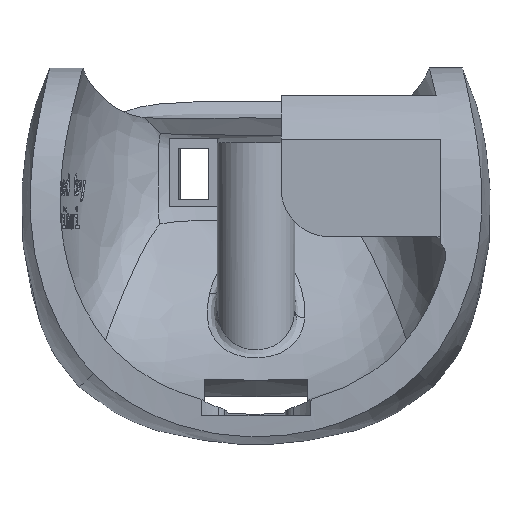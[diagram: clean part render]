
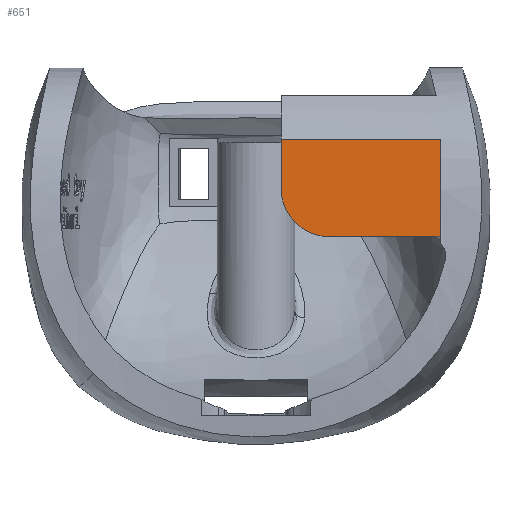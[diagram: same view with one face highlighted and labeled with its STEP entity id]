
A CAD part, front view. The second image highlights one B-rep face of the part: STEP entity #651.
In plain terms, the highlighted planar face has unit normal (0, -1, 0).
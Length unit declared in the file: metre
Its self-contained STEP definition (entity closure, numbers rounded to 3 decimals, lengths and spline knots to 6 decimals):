
#651=ADVANCED_FACE('0:1476',(#1888),#1889,.T.);
#1888=FACE_OUTER_BOUND('',#8214,.T.);
#1889=PLANE('',#8215);
#8214=EDGE_LOOP('',(#12739,#12740,#12741,#12742,#12743,#12744,#12745));
#8215=AXIS2_PLACEMENT_3D('',#12746,#12747,#12748);
#12739=ORIENTED_EDGE('',*,*,#12779,.F.);
#12740=ORIENTED_EDGE('',*,*,#14441,.F.);
#12741=ORIENTED_EDGE('',*,*,#14438,.F.);
#12742=ORIENTED_EDGE('',*,*,#13477,.T.);
#12743=ORIENTED_EDGE('',*,*,#13449,.F.);
#12744=ORIENTED_EDGE('',*,*,#13483,.F.);
#12745=ORIENTED_EDGE('',*,*,#14440,.F.);
#12746=CARTESIAN_POINT('',(0.017574,-0.000252,0.038378));
#12747=DIRECTION('',(0.,-1.,0.));
#12748=DIRECTION('',(0.0,0.,-1.));
#12779=EDGE_CURVE('0:5403',#14524,#14520,#14526,.T.);
#13449=EDGE_CURVE('0:1497',#15802,#15804,#15805,.F.);
#13477=EDGE_CURVE('0:1584',#15853,#15804,#15854,.T.);
#13483=EDGE_CURVE('0:1602',#15861,#15802,#15863,.T.);
#14438=EDGE_CURVE('0:5394',#15853,#17292,#17293,.T.);
#14440=EDGE_CURVE('0:5403',#14520,#15861,#17295,.T.);
#14441=EDGE_CURVE('0:5406',#17292,#14524,#17296,.T.);
#14520=VERTEX_POINT('',#17493);
#14524=VERTEX_POINT('',#17498);
#14526=CIRCLE('',#17501,0.005);
#15802=VERTEX_POINT('',#21404);
#15804=VERTEX_POINT('',#21407);
#15805=LINE('',#21408,#21409);
#15853=VERTEX_POINT('',#22146);
#15854=B_SPLINE_CURVE_WITH_KNOTS('',3,(#22147,#22148,#22149,#22150,#22151,#22152,#22153,#22154,#22155,#22156,#22157,#22158,#22159,#22160,#22161,#22162),.UNSPECIFIED.,.F.,.F.,(4,3,3,3,3,4),(-0.162794,-0.016398,0.056996,0.301936,0.658393,0.801544),.UNSPECIFIED.);
#15861=VERTEX_POINT('',#22171);
#15863=LINE('',#22174,#22175);
#17292=VERTEX_POINT('',#28421);
#17293=B_SPLINE_CURVE_WITH_KNOTS('',3,(#28422,#28423,#28424,#28425,#28426,#28427,#28428,#28429,#28430,#28431),.UNSPECIFIED.,.F.,.F.,(4,3,3,4),(0.,0.145418,0.242423,0.339387),.UNSPECIFIED.);
#17295=CIRCLE('',#28433,0.005);
#17296=LINE('',#28434,#28435);
#17493=CARTESIAN_POINT('',(0.004038,-0.000252,0.039843));
#17498=CARTESIAN_POINT('',(0.007574,-0.000252,0.038378));
#17501=AXIS2_PLACEMENT_3D('',#28553,#28554,#28555);
#21404=CARTESIAN_POINT('',(0.002574,-0.000253,0.048428));
#21407=CARTESIAN_POINT('',(0.020341,-0.000253,0.048428));
#21408=CARTESIAN_POINT('',(0.017574,-0.000253,0.048428));
#21409=VECTOR('',#29140,0.01);
#22146=CARTESIAN_POINT('',(0.0206,-0.000252,0.03614));
#22147=CARTESIAN_POINT('',(0.0206,-0.000252,0.03614));
#22148=CARTESIAN_POINT('',(0.020662,-0.000252,0.036656));
#22149=CARTESIAN_POINT('',(0.020713,-0.000252,0.037174));
#22150=CARTESIAN_POINT('',(0.020754,-0.000252,0.03769));
#22151=CARTESIAN_POINT('',(0.020775,-0.000252,0.037949));
#22152=CARTESIAN_POINT('',(0.020793,-0.000252,0.038206));
#22153=CARTESIAN_POINT('',(0.020809,-0.000252,0.038466));
#22154=CARTESIAN_POINT('',(0.020862,-0.000252,0.039336));
#22155=CARTESIAN_POINT('',(0.020895,-0.000252,0.040319));
#22156=CARTESIAN_POINT('',(0.020895,-0.000252,0.041377));
#22157=CARTESIAN_POINT('',(0.020894,-0.000252,0.042915));
#22158=CARTESIAN_POINT('',(0.020827,-0.000253,0.044611));
#22159=CARTESIAN_POINT('',(0.020636,-0.000253,0.046339));
#22160=CARTESIAN_POINT('',(0.020559,-0.000253,0.047033));
#22161=CARTESIAN_POINT('',(0.020462,-0.000253,0.047732));
#22162=CARTESIAN_POINT('',(0.020341,-0.000253,0.048428));
#22171=CARTESIAN_POINT('',(0.002574,-0.000252,0.043378));
#22174=CARTESIAN_POINT('',(0.002574,-0.000252,0.041766));
#22175=VECTOR('',#29153,0.01);
#28421=CARTESIAN_POINT('',(0.018609,-0.000252,0.038378));
#28422=CARTESIAN_POINT('',(0.0206,-0.000252,0.03614));
#28423=CARTESIAN_POINT('',(0.020658,-0.000252,0.036621));
#28424=CARTESIAN_POINT('',(0.020533,-0.000252,0.037118));
#28425=CARTESIAN_POINT('',(0.020258,-0.000252,0.037516));
#28426=CARTESIAN_POINT('',(0.020075,-0.000252,0.037781));
#28427=CARTESIAN_POINT('',(0.019826,-0.000252,0.038));
#28428=CARTESIAN_POINT('',(0.01954,-0.000252,0.038149));
#28429=CARTESIAN_POINT('',(0.019254,-0.000252,0.038299));
#28430=CARTESIAN_POINT('',(0.018932,-0.000252,0.038378));
#28431=CARTESIAN_POINT('',(0.018609,-0.000252,0.038378));
#28433=AXIS2_PLACEMENT_3D('',#29976,#29977,#29978);
#28434=CARTESIAN_POINT('',(0.017574,-0.000252,0.038378));
#28435=VECTOR('',#29979,0.01);
#28553=CARTESIAN_POINT('',(0.007574,-0.000252,0.043378));
#28554=DIRECTION('',(0.,1.,0.));
#28555=DIRECTION('',(-0.707,0.,-0.707));
#29140=DIRECTION('',(-1.0,0.,0.));
#29153=DIRECTION('',(0.,0.,1.));
#29976=CARTESIAN_POINT('',(0.007574,-0.000252,0.043378));
#29977=DIRECTION('',(0.,1.,0.));
#29978=DIRECTION('',(-0.707,0.,-0.707));
#29979=DIRECTION('',(-1.0,0.,0.));
